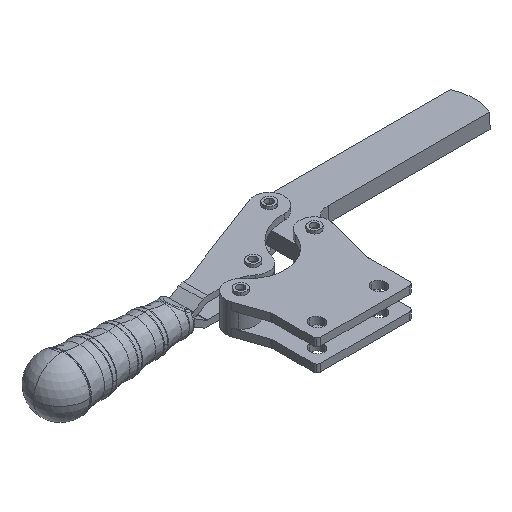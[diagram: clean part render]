
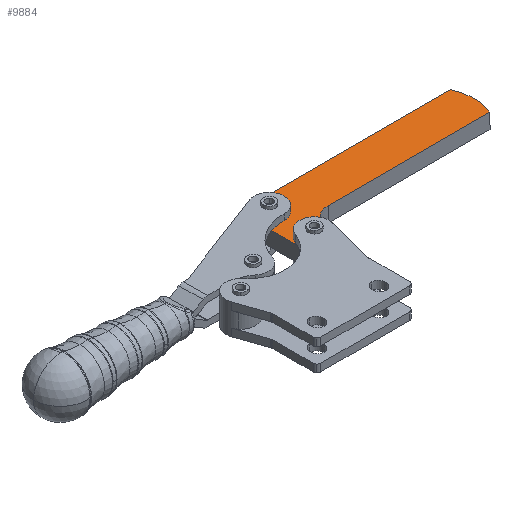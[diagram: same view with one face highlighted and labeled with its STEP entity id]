
A CAD part, isometric view. The second image highlights one B-rep face of the part: STEP entity #9884.
In plain terms, the highlighted planar face has unit normal (0, 0, 1).
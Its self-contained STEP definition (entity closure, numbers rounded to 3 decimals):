
#1072=CARTESIAN_POINT('',(100.526,87.079,-5.));
#1073=VERTEX_POINT('',#1072);
#1091=CARTESIAN_POINT('',(93.327,84.151,-5.));
#1092=VERTEX_POINT('',#1091);
#1099=CARTESIAN_POINT('',(93.455,94.15,-5.));
#1100=DIRECTION('',(0.,0.,-1.));
#1101=DIRECTION('',(-0.353,0.935,0.));
#1102=AXIS2_PLACEMENT_3D('',#1099,#1100,#1101);
#1103=CIRCLE('',#1102,10.0);
#1104=EDGE_CURVE('',#1073,#1092,#1103,.T.);
#1191=CARTESIAN_POINT('',(93.455,104.15,-5.));
#1192=VERTEX_POINT('',#1191);
#1193=CARTESIAN_POINT('',(93.455,94.15,-5.));
#1194=DIRECTION('',(0.,0.,-1.));
#1195=DIRECTION('',(-0.353,0.935,0.));
#1196=AXIS2_PLACEMENT_3D('',#1193,#1194,#1195);
#1197=CIRCLE('',#1196,10.0);
#1198=EDGE_CURVE('',#1192,#1073,#1197,.T.);
#8577=CARTESIAN_POINT('',(83.455,65.967,-5.));
#8578=VERTEX_POINT('',#8577);
#9727=CARTESIAN_POINT('',(83.455,82.614,-5.));
#9728=VERTEX_POINT('',#9727);
#9736=CARTESIAN_POINT('',(92.942,54.153,-5.));
#9737=DIRECTION('',(0.,0.,1.0));
#9738=DIRECTION('',(0.954,-0.301,0.));
#9739=AXIS2_PLACEMENT_3D('',#9736,#9737,#9738);
#9740=CIRCLE('',#9739,30.0);
#9741=EDGE_CURVE('',#1092,#9728,#9740,.T.);
#9810=CARTESIAN_POINT('',(123.955,78.15,-5.));
#9811=DIRECTION('',(0.0,0.0,1.0));
#9812=DIRECTION('',(0.0,-1.0,0.0));
#9813=AXIS2_PLACEMENT_3D('',#9810,#9811,#9812);
#9814=PLANE('',#9813);
#9815=ORIENTED_EDGE('',*,*,#9741,.T.);
#9816=CARTESIAN_POINT('',(83.455,65.967,-5.));
#9817=DIRECTION('',(0.0,1.0,0.0));
#9818=VECTOR('',#9817,16.647);
#9819=LINE('',#9816,#9818);
#9820=EDGE_CURVE('',#8578,#9728,#9819,.T.);
#9821=ORIENTED_EDGE('',*,*,#9820,.F.);
#9822=CARTESIAN_POINT('',(83.999,67.403,-5.));
#9823=VERTEX_POINT('',#9822);
#9824=CARTESIAN_POINT('',(60.359,75.537,-5.));
#9825=DIRECTION('',(0.,0.,1.0));
#9826=DIRECTION('',(-0.769,-0.64,0.));
#9827=AXIS2_PLACEMENT_3D('',#9824,#9825,#9826);
#9828=CIRCLE('',#9827,25.0);
#9829=EDGE_CURVE('',#8578,#9823,#9828,.T.);
#9830=ORIENTED_EDGE('',*,*,#9829,.T.);
#9831=CARTESIAN_POINT('',(103.455,64.15,-5.));
#9832=VERTEX_POINT('',#9831);
#9833=CARTESIAN_POINT('',(93.455,64.15,-5.));
#9834=DIRECTION('',(0.,0.,-1.));
#9835=DIRECTION('',(-0.968,0.25,0.));
#9836=AXIS2_PLACEMENT_3D('',#9833,#9834,#9835);
#9837=CIRCLE('',#9836,10.0);
#9838=EDGE_CURVE('',#9823,#9832,#9837,.T.);
#9839=ORIENTED_EDGE('',*,*,#9838,.T.);
#9840=CARTESIAN_POINT('',(103.455,65.15,-5.));
#9841=VERTEX_POINT('',#9840);
#9842=CARTESIAN_POINT('',(103.455,65.15,-5.));
#9843=DIRECTION('',(0.0,-1.0,0.0));
#9844=VECTOR('',#9843,1.);
#9845=LINE('',#9842,#9844);
#9846=EDGE_CURVE('',#9841,#9832,#9845,.T.);
#9847=ORIENTED_EDGE('',*,*,#9846,.F.);
#9848=CARTESIAN_POINT('',(116.455,78.15,-5.));
#9849=VERTEX_POINT('',#9848);
#9850=CARTESIAN_POINT('',(116.455,65.15,-5.));
#9851=DIRECTION('',(0.0,0.0,1.0));
#9852=DIRECTION('',(0.0,1.0,0.0));
#9853=AXIS2_PLACEMENT_3D('',#9850,#9851,#9852);
#9854=CIRCLE('',#9853,13.);
#9855=EDGE_CURVE('',#9849,#9841,#9854,.T.);
#9856=ORIENTED_EDGE('',*,*,#9855,.F.);
#9857=CARTESIAN_POINT('',(223.952,78.15,-5.));
#9858=VERTEX_POINT('',#9857);
#9859=CARTESIAN_POINT('',(223.952,78.15,-5.));
#9860=DIRECTION('',(-1.0,0.0,0.0));
#9861=VECTOR('',#9860,107.496);
#9862=LINE('',#9859,#9861);
#9863=EDGE_CURVE('',#9858,#9849,#9862,.T.);
#9864=ORIENTED_EDGE('',*,*,#9863,.F.);
#9865=CARTESIAN_POINT('',(223.952,104.15,-5.));
#9866=VERTEX_POINT('',#9865);
#9867=CARTESIAN_POINT('',(191.455,91.15,-5.));
#9868=DIRECTION('',(0.,0.,1.0));
#9869=DIRECTION('',(0.928,-0.371,0.));
#9870=AXIS2_PLACEMENT_3D('',#9867,#9868,#9869);
#9871=CIRCLE('',#9870,35.0);
#9872=EDGE_CURVE('',#9858,#9866,#9871,.T.);
#9873=ORIENTED_EDGE('',*,*,#9872,.T.);
#9874=CARTESIAN_POINT('',(223.952,104.15,-5.));
#9875=DIRECTION('',(-1.0,0.0,0.0));
#9876=VECTOR('',#9875,130.496);
#9877=LINE('',#9874,#9876);
#9878=EDGE_CURVE('',#9866,#1192,#9877,.T.);
#9879=ORIENTED_EDGE('',*,*,#9878,.T.);
#9880=ORIENTED_EDGE('',*,*,#1198,.T.);
#9881=ORIENTED_EDGE('',*,*,#1104,.T.);
#9882=EDGE_LOOP('',(#9815,#9821,#9830,#9839,#9847,#9856,#9864,#9873,#9879,#9880,#9881));
#9883=FACE_OUTER_BOUND('',#9882,.T.);
#9884=ADVANCED_FACE('',(#9883),#9814,.T.);
